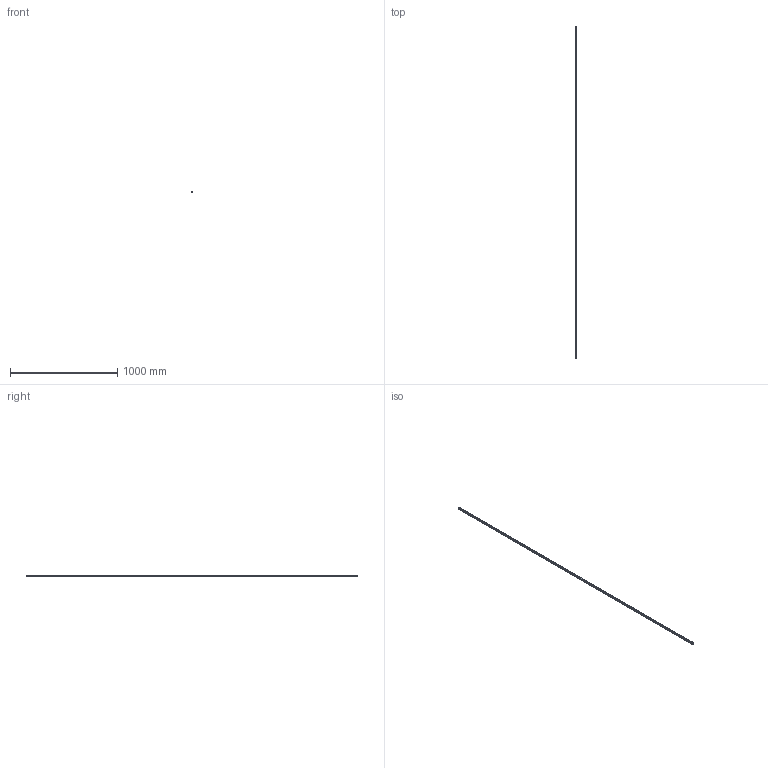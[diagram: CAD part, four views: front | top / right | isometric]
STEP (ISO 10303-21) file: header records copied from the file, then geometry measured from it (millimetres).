
FILE_DESCRIPTION(('STEP AP214'),'1');
FILE_NAME('cctmp_585F93E9-D904-4BA4-A2E2-36E029D65FC8_2020_4_23_10_7_42_320..stp','2020-04-23T08:07:42',('HIWIN GmbH'),('CADClick - www.CADClick.com'),'Spatial InterOp 3D',' ','unknown authorization');
FILE_SCHEMA(('AUTOMOTIVE_DESIGN'));
Length unit declared in the file: millimetre
Products named in the file (1): HGR15R3100H_FILE
Bounding box: 15 x 3100 x 15 mm (x, y, z)
Volume: 569447.8 mm3; surface area: 206463.1 mm2
Topology: 1 solids, 1 shells, 583 faces, 1263 edges, 842 vertices
Faces by surface type: cylinder 338, plane 245
Entity records: 20881 total; most frequent: DIRECTION 3107, CARTESIAN_POINT 2689, ORIENTED_EDGE 2526, EDGE_CURVE 1263, AXIS2_PLACEMENT_3D 1260, VERTEX_POINT 842, EDGE_LOOP 743, CIRCLE 676
